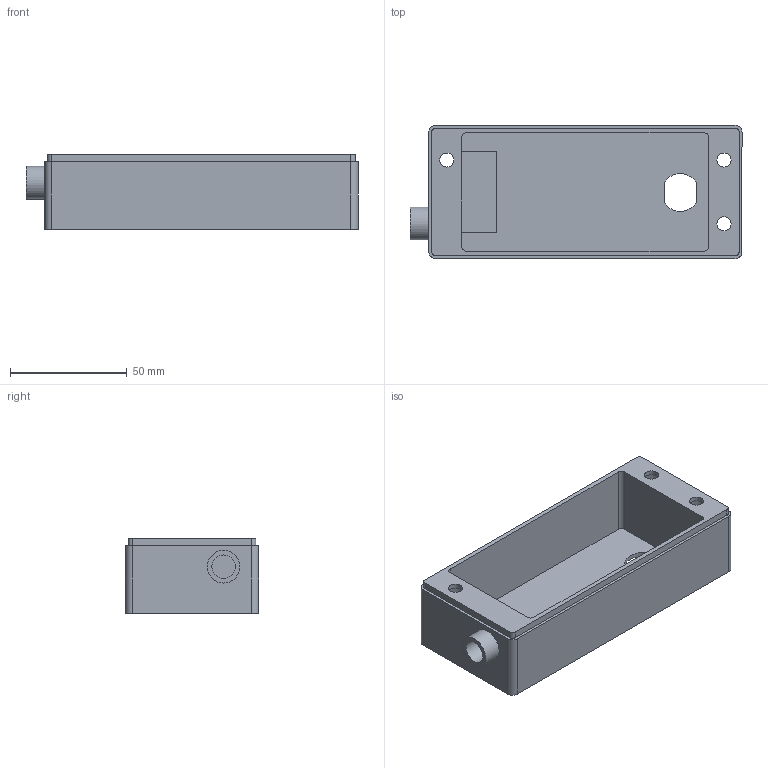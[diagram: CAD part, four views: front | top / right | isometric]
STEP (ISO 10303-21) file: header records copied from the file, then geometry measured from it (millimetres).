
FILE_DESCRIPTION(/* description */ (''),/* implementation_level */ '2;1');
FILE_NAME(/* name */ 'WIBL_BOT.step',/* time_stamp */ '2025-10-14T09:53:06-04:00',/* author */ (''),/* organization */ (''),/* preprocessor_version */ 'ST-DEVELOPER v20.1',/* originating_system */ 'Autodesk Translation Framework v14.10.0.0',/* authorisation */ '');
FILE_SCHEMA (('AUTOMOTIVE_DESIGN { 1 0 10303 214 3 1 1 }'));
Length unit declared in the file: millimetre
Products named in the file (3): WIBL_bot; case_bottom_v3; Component2
Assembly tree (2 placements, depth 3):
  WIBL_bot
    case_bottom_v3
      Component2
Bounding box: 142 x 57 x 32 mm (x, y, z)
Volume: 75228.5 mm3; surface area: 40907.9 mm2
Topology: 1 solids, 1 shells, 243 faces, 666 edges, 444 vertices
Faces by surface type: bspline 143, plane 77, cylinder 23
Full cylindrical faces by diameter (mm): 6 x3, 10 x1, 10.013 x1, 11 x3, 14 x1
Entity records: 8108 total; most frequent: CARTESIAN_POINT 3217, ORIENTED_EDGE 1332, EDGE_CURVE 666, DIRECTION 636, VERTEX_POINT 444, LINE 334, VECTOR 334, EDGE_LOOP 272
